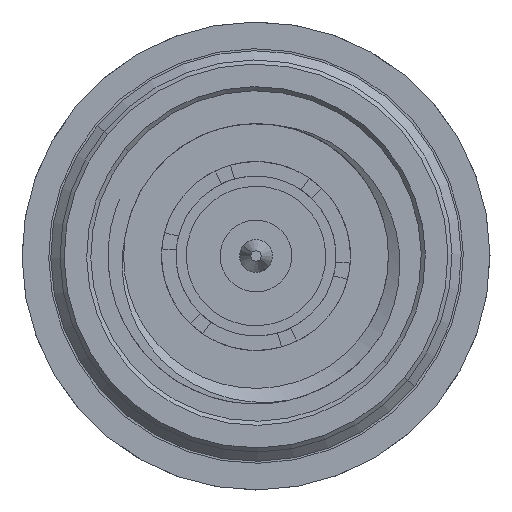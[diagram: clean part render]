
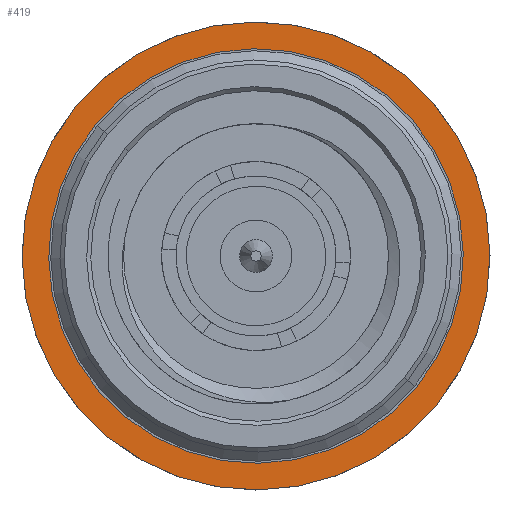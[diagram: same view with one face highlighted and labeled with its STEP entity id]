
A CAD part, left-side view. The second image highlights one B-rep face of the part: STEP entity #419.
In plain terms, the highlighted planar face has unit normal (-1, 0, 0).
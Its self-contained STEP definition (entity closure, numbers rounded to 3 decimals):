
#9 = VERTEX_POINT ( 'NONE', #1276 ) ;
#65 = VERTEX_POINT ( 'NONE', #872 ) ;
#187 = CIRCLE ( 'NONE', #368, 11.4 ) ;
#318 = FACE_OUTER_BOUND ( 'NONE', #3096, .T. ) ;
#368 = AXIS2_PLACEMENT_3D ( 'NONE', #4515, #2444, #4050 ) ;
#419 = ADVANCED_FACE ( 'NONE', ( #318, #4689 ), #1169, .F. ) ;
#516 = CIRCLE ( 'NONE', #3717, 10.1 ) ;
#577 = AXIS2_PLACEMENT_3D ( 'NONE', #4145, #2061, #4189 ) ;
#872 = CARTESIAN_POINT ( 'NONE',  ( -6.6, 7.813, 6.4 ) ) ;
#917 = ORIENTED_EDGE ( 'NONE', *, *, #2427, .T. ) ;
#1169 = PLANE ( 'NONE',  #3123 ) ;
#1193 = ORIENTED_EDGE ( 'NONE', *, *, #1993, .T. ) ;
#1256 = VERTEX_POINT ( 'NONE', #5200 ) ;
#1260 = CARTESIAN_POINT ( 'NONE',  ( -6.6, -7.813, -6.4 ) ) ;
#1276 = CARTESIAN_POINT ( 'NONE',  ( -6.6, 8.819, 7.224 ) ) ;
#1839 = EDGE_LOOP ( 'NONE', ( #1193, #917 ) ) ;
#1993 = EDGE_CURVE ( 'NONE', #4047, #65, #3209, .T. ) ;
#2061 = DIRECTION ( 'NONE',  ( 1., 0., 0. ) ) ;
#2393 = DIRECTION ( 'NONE',  ( 1., 0., 0. ) ) ;
#2407 = DIRECTION ( 'NONE',  ( 0., -0.774, -0.634 ) ) ;
#2419 = CIRCLE ( 'NONE', #577, 11.4 ) ;
#2427 = EDGE_CURVE ( 'NONE', #65, #4047, #516, .T. ) ;
#2444 = DIRECTION ( 'NONE',  ( 1., 0., 0. ) ) ;
#2570 = EDGE_CURVE ( 'NONE', #9, #1256, #187, .T. ) ;
#2658 = DIRECTION ( 'NONE',  ( 0., -0.774, -0.634 ) ) ;
#2684 = ORIENTED_EDGE ( 'NONE', *, *, #2570, .F. ) ;
#2813 = CARTESIAN_POINT ( 'NONE',  ( -6.6, 0., 0. ) ) ;
#2822 = EDGE_CURVE ( 'NONE', #1256, #9, #2419, .T. ) ;
#3096 = EDGE_LOOP ( 'NONE', ( #3612, #2684 ) ) ;
#3123 = AXIS2_PLACEMENT_3D ( 'NONE', #4990, #4152, #4173 ) ;
#3209 = CIRCLE ( 'NONE', #3233, 10.1 ) ;
#3233 = AXIS2_PLACEMENT_3D ( 'NONE', #4765, #4751, #2658 ) ;
#3612 = ORIENTED_EDGE ( 'NONE', *, *, #2822, .F. ) ;
#3717 = AXIS2_PLACEMENT_3D ( 'NONE', #2813, #2393, #2407 ) ;
#4047 = VERTEX_POINT ( 'NONE', #1260 ) ;
#4050 = DIRECTION ( 'NONE',  ( 0., -0.774, -0.634 ) ) ;
#4145 = CARTESIAN_POINT ( 'NONE',  ( -6.6, 0., 0. ) ) ;
#4152 = DIRECTION ( 'NONE',  ( 1., 0., 0. ) ) ;
#4173 = DIRECTION ( 'NONE',  ( 0., -0.774, -0.634 ) ) ;
#4189 = DIRECTION ( 'NONE',  ( 0., -0.774, -0.634 ) ) ;
#4515 = CARTESIAN_POINT ( 'NONE',  ( -6.6, 0., 0. ) ) ;
#4689 = FACE_BOUND ( 'NONE', #1839, .T. ) ;
#4751 = DIRECTION ( 'NONE',  ( 1., 0., 0. ) ) ;
#4765 = CARTESIAN_POINT ( 'NONE',  ( -6.6, 0., 0. ) ) ;
#4990 = CARTESIAN_POINT ( 'NONE',  ( -6.6, 6.4, -7.813 ) ) ;
#5200 = CARTESIAN_POINT ( 'NONE',  ( -6.6, -8.819, -7.224 ) ) ;
